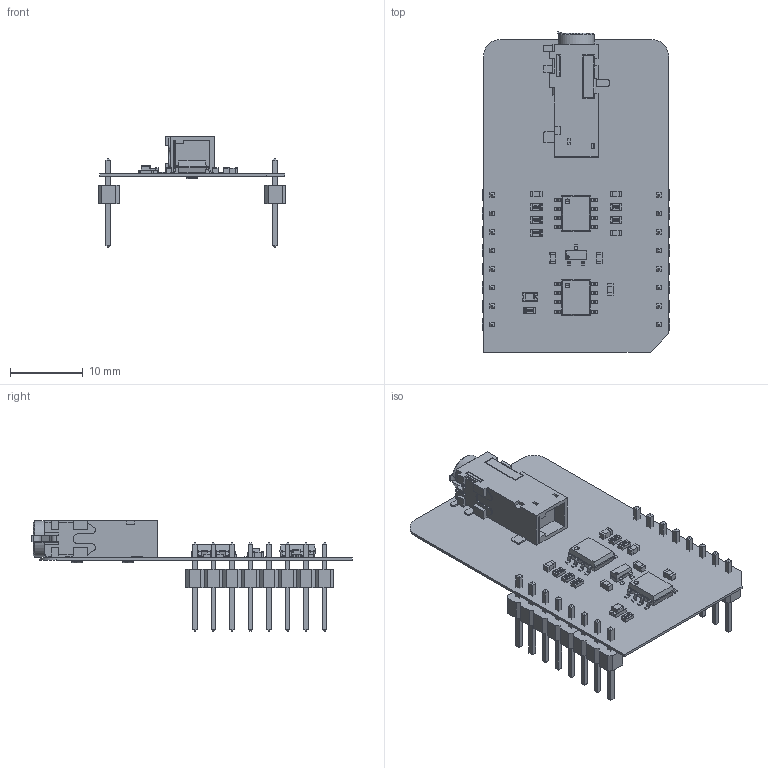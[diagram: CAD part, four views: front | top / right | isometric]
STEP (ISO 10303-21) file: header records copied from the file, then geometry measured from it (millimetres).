
FILE_DESCRIPTION(('Open CASCADE Model'),'2;1');
FILE_NAME('Open CASCADE Shape Model','2017-11-14T10:51:29',('Author'),( 'Open CASCADE'),'Open CASCADE STEP processor 6.8','Open CASCADE 6.8' ,'Unknown');
FILE_SCHEMA(('AUTOMOTIVE_DESIGN { 1 0 10303 214 1 1 1 1 }'));
Length unit declared in the file: millimetre
Products named in the file (38): PCB; Board; U2; SOIC-8; U1; SOT23-3; R5; User_Library-R_0603; R4; R3; R2; R1; OP1; CN1; SJ-43514-SMT; C6; User_Library-SMD_CAPACITOR0603; C5; C4; C3; C2; C1; PWR; led_0805_green; R6; MBD1; 1098772656; User_Library-PinHeaderX3_PinHeader_Body_1; User_Library-PinHeaderX3_PinHeader_Pins_1; 1098772528; 1098772400; User_Library-PinHeaderX5-1_PinHeaderX5_Pins_1; User_Library-PinHeaderX5-1_PinHeaderX5_Body_1; 1098772272
Assembly tree (48 placements, depth 4):
  PCB
    Board
    U2
      SOIC-8
    U1
      SOT23-3
    R5
      User_Library-R_0603
    R4
      User_Library-R_0603
    R3
      User_Library-R_0603
    R2
      User_Library-R_0603
    R1
      User_Library-R_0603
    OP1
      SOIC-8
    CN1
      SJ-43514-SMT
    C6
      User_Library-SMD_CAPACITOR0603
    C5
      User_Library-SMD_CAPACITOR0603
    C4
      User_Library-SMD_CAPACITOR0603
    C3
      User_Library-SMD_CAPACITOR0603
    C2
      User_Library-SMD_CAPACITOR0603
    C1
      User_Library-SMD_CAPACITOR0603
    PWR
      led_0805_green
    R6
      User_Library-R_0603
    MBD1
      1098772656
        User_Library-PinHeaderX3_PinHeader_Body_1
        User_Library-PinHeaderX3_PinHeader_Pins_1
      1098772528
        User_Library-PinHeaderX3_PinHeader_Body_1
        User_Library-PinHeaderX3_PinHeader_Pins_1
      1098772400
        User_Library-PinHeaderX5-1_PinHeaderX5_Pins_1
        User_Library-PinHeaderX5-1_PinHeaderX5_Body_1
      1098772272
        User_Library-PinHeaderX5-1_PinHeaderX5_Pins_1
        User_Library-PinHeaderX5-1_PinHeaderX5_Body_1
Bounding box: 25.79 x 44 x 15.21 mm (x, y, z)
Volume: 1269.4 mm3; surface area: 4128 mm2
Topology: 44 solids, 44 shells, 1740 faces, 4428 edges, 2786 vertices
Faces by surface type: plane 1190, bspline 270, cylinder 215, sphere 58, torus 4, cone 3
Entity records: 36335 total; most frequent: CARTESIAN_POINT 7740, ORIENTED_EDGE 4782, DIRECTION 4401, EDGE_CURVE 2391, LINE 2055, VECTOR 2055, VERTEX_POINT 1516, AXIS2_PLACEMENT_3D 1173
